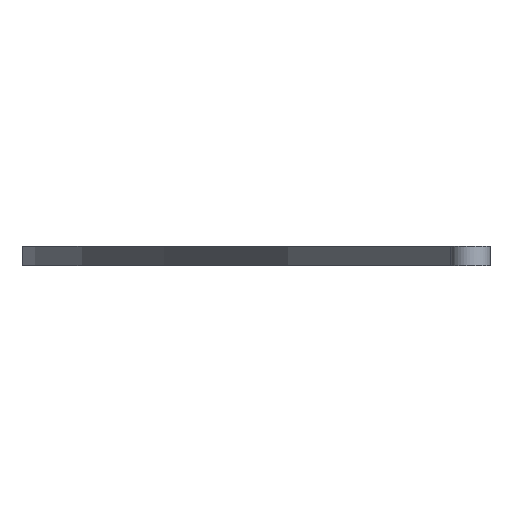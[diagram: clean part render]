
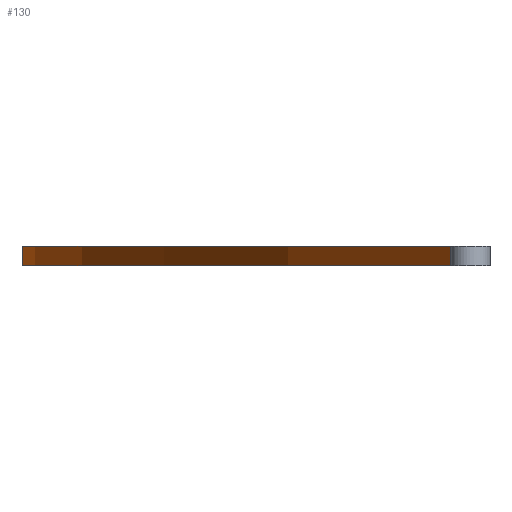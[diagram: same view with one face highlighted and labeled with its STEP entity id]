
A CAD part, front view. The second image highlights one B-rep face of the part: STEP entity #130.
In plain terms, the highlighted free-form (B-spline) face has degree [2, 1] with [3, 2] control points.
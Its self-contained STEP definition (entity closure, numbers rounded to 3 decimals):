
#5 = LINE ( 'NONE', #205, #327 ) ;
#20 = EDGE_CURVE ( 'NONE', #119, #364, #311, .T. ) ;
#28 = CARTESIAN_POINT ( 'NONE',  ( -5., 600., -2.5 ) ) ;
#43 = CARTESIAN_POINT ( 'NONE',  ( -224.312, 275.926, 2.5 ) ) ;
#44 = DIRECTION ( 'NONE',  ( 0., 0., -1. ) ) ;
#65 = ORIENTED_EDGE ( 'NONE', *, *, #256, .F. ) ;
#69 = CARTESIAN_POINT ( 'NONE',  ( -5., 600., 2.5 ) ) ;
#105 = CARTESIAN_POINT ( 'NONE',  ( -5., 0., -2.5 ) ) ;
#119 = VERTEX_POINT ( 'NONE', #247 ) ;
#129 = ORIENTED_EDGE ( 'NONE', *, *, #226, .F. ) ;
#130 = ADVANCED_FACE ( 'NONE', ( #359 ), #134, .T. ) ;
#131 = ORIENTED_EDGE ( 'NONE', *, *, #20, .T. ) ;
#134 = B_SPLINE_SURFACE_WITH_KNOTS ( 'NONE', 2, 1, ( 
 ( #329, #325 ),
 ( #285, #160 ),
 ( #69, #28 ) ),
 .UNSPECIFIED., .F., .F., .F.,
 ( 3, 3 ),
 ( 2, 2 ),
 ( 0., 1. ),
 ( 0., 1. ),
 .UNSPECIFIED. ) ;
#141 = CARTESIAN_POINT ( 'NONE',  ( -5., 0., 2.5 ) ) ;
#143 = VERTEX_POINT ( 'NONE', #157 ) ;
#157 = CARTESIAN_POINT ( 'NONE',  ( -5., 600., -2.5 ) ) ;
#158 = VERTEX_POINT ( 'NONE', #105 ) ;
#160 = CARTESIAN_POINT ( 'NONE',  ( -224.312, 275.926, -2.5 ) ) ;
#166 = LINE ( 'NONE', #141, #420 ) ;
#185 = B_SPLINE_CURVE_WITH_KNOTS ( 'NONE', 2,
 ( #294, #269, #204 ),
 .UNSPECIFIED., .F., .F.,
 ( 3, 3 ),
 ( 0., 1. ),
 .UNSPECIFIED. ) ;
#199 = CARTESIAN_POINT ( 'NONE',  ( -5., 600., 2.5 ) ) ;
#204 = CARTESIAN_POINT ( 'NONE',  ( -5., 600., -2.5 ) ) ;
#205 = CARTESIAN_POINT ( 'NONE',  ( -5., 600., 2.5 ) ) ;
#226 = EDGE_CURVE ( 'NONE', #158, #143, #185, .T. ) ;
#247 = CARTESIAN_POINT ( 'NONE',  ( -5., 0., 2.5 ) ) ;
#249 = EDGE_CURVE ( 'NONE', #364, #143, #5, .T. ) ;
#256 = EDGE_CURVE ( 'NONE', #119, #158, #166, .T. ) ;
#269 = CARTESIAN_POINT ( 'NONE',  ( -224.312, 275.926, -2.5 ) ) ;
#285 = CARTESIAN_POINT ( 'NONE',  ( -224.312, 275.926, 2.5 ) ) ;
#291 = CARTESIAN_POINT ( 'NONE',  ( -5., 600., 2.5 ) ) ;
#294 = CARTESIAN_POINT ( 'NONE',  ( -5., 0., -2.5 ) ) ;
#311 = B_SPLINE_CURVE_WITH_KNOTS ( 'NONE', 2,
 ( #340, #43, #291 ),
 .UNSPECIFIED., .F., .F.,
 ( 3, 3 ),
 ( 0., 1. ),
 .UNSPECIFIED. ) ;
#325 = CARTESIAN_POINT ( 'NONE',  ( -5., 0., -2.5 ) ) ;
#327 = VECTOR ( 'NONE', #341, 1000. ) ;
#328 = ORIENTED_EDGE ( 'NONE', *, *, #249, .T. ) ;
#329 = CARTESIAN_POINT ( 'NONE',  ( -5., 0., 2.5 ) ) ;
#340 = CARTESIAN_POINT ( 'NONE',  ( -5., 0., 2.5 ) ) ;
#341 = DIRECTION ( 'NONE',  ( 0., 0., -1. ) ) ;
#359 = FACE_OUTER_BOUND ( 'NONE', #422, .T. ) ;
#364 = VERTEX_POINT ( 'NONE', #199 ) ;
#420 = VECTOR ( 'NONE', #44, 1000. ) ;
#422 = EDGE_LOOP ( 'NONE', ( #129, #65, #131, #328 ) ) ;
